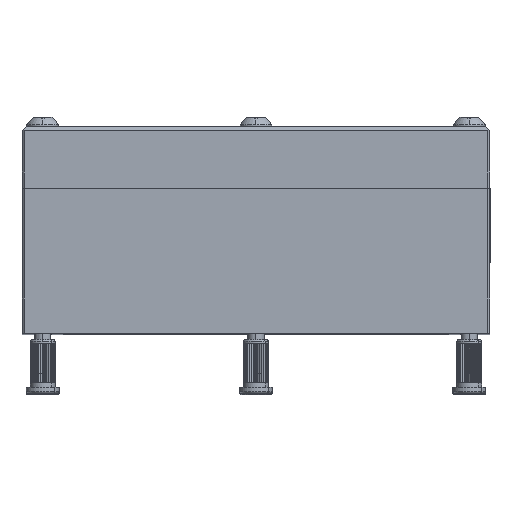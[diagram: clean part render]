
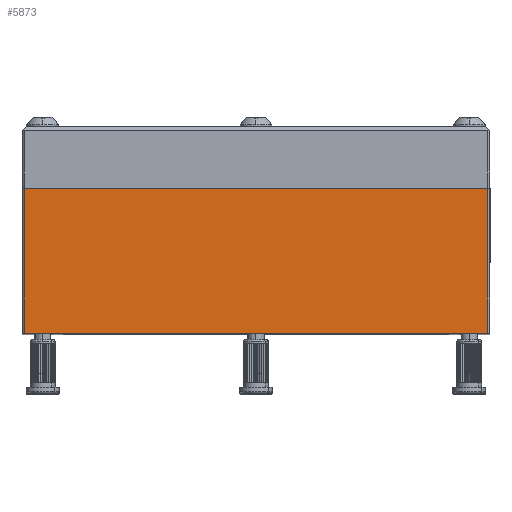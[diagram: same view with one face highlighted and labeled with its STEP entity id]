
A CAD part, top view. The second image highlights one B-rep face of the part: STEP entity #5873.
In plain terms, the highlighted face is planar.
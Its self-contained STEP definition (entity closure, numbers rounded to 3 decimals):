
#338 = CARTESIAN_POINT ( 'NONE',  ( 56., 35., -5. ) ) ;
#407 = DIRECTION ( 'NONE',  ( 0., 0., 1. ) ) ;
#870 = EDGE_CURVE ( 'NONE', #4606, #1773, #3899, .T. ) ;
#1083 = EDGE_CURVE ( 'NONE', #2860, #5192, #1417, .T. ) ;
#1417 = LINE ( 'NONE', #338, #4092 ) ;
#1773 = VERTEX_POINT ( 'NONE', #4166 ) ;
#1778 = ORIENTED_EDGE ( 'NONE', *, *, #1083, .T. ) ;
#2071 = VECTOR ( 'NONE', #3493, 1000. ) ;
#2435 = CARTESIAN_POINT ( 'NONE',  ( -56.5, 35., -5. ) ) ;
#2803 = CARTESIAN_POINT ( 'NONE',  ( -56.5, 35., -5. ) ) ;
#2860 = VERTEX_POINT ( 'NONE', #5307 ) ;
#2866 = FACE_OUTER_BOUND ( 'NONE', #7433, .T. ) ;
#3306 = CARTESIAN_POINT ( 'NONE',  ( -56., 35., -5. ) ) ;
#3439 = VECTOR ( 'NONE', #5534, 1000. ) ;
#3493 = DIRECTION ( 'NONE',  ( -1., 0., 0. ) ) ;
#3899 = LINE ( 'NONE', #3306, #6738 ) ;
#4015 = LINE ( 'NONE', #2435, #3439 ) ;
#4048 = DIRECTION ( 'NONE',  ( 0., -1., 0. ) ) ;
#4092 = VECTOR ( 'NONE', #4048, 1000. ) ;
#4166 = CARTESIAN_POINT ( 'NONE',  ( -56., 35., -5. ) ) ;
#4231 = ORIENTED_EDGE ( 'NONE', *, *, #6449, .F. ) ;
#4443 = ORIENTED_EDGE ( 'NONE', *, *, #870, .T. ) ;
#4606 = VERTEX_POINT ( 'NONE', #4667 ) ;
#4667 = CARTESIAN_POINT ( 'NONE',  ( -56., 0., -5. ) ) ;
#4899 = AXIS2_PLACEMENT_3D ( 'NONE', #2803, #407, #7100 ) ;
#5192 = VERTEX_POINT ( 'NONE', #6773 ) ;
#5303 = CARTESIAN_POINT ( 'NONE',  ( -56.5, 0., -5. ) ) ;
#5307 = CARTESIAN_POINT ( 'NONE',  ( 56., 35., -5. ) ) ;
#5311 = PLANE ( 'NONE',  #4899 ) ;
#5534 = DIRECTION ( 'NONE',  ( -1., 0., 0. ) ) ;
#5873 = ADVANCED_FACE ( 'NONE', ( #2866 ), #5311, .F. ) ;
#6398 = ORIENTED_EDGE ( 'NONE', *, *, #7287, .T. ) ;
#6449 = EDGE_CURVE ( 'NONE', #2860, #1773, #4015, .T. ) ;
#6738 = VECTOR ( 'NONE', #6909, 1000. ) ;
#6773 = CARTESIAN_POINT ( 'NONE',  ( 56., 0., -5. ) ) ;
#6834 = LINE ( 'NONE', #5303, #2071 ) ;
#6909 = DIRECTION ( 'NONE',  ( 0., 1., 0. ) ) ;
#7100 = DIRECTION ( 'NONE',  ( 1., 0., 0. ) ) ;
#7287 = EDGE_CURVE ( 'NONE', #5192, #4606, #6834, .T. ) ;
#7433 = EDGE_LOOP ( 'NONE', ( #4231, #1778, #6398, #4443 ) ) ;
